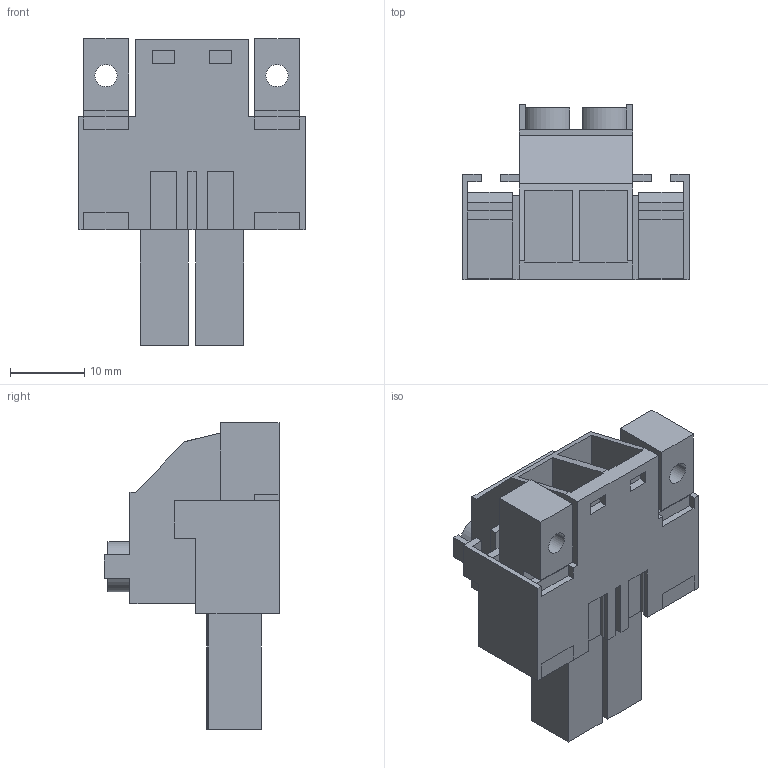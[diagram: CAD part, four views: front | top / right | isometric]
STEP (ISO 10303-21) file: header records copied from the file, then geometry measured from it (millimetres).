
FILE_DESCRIPTION(('CATIA V5 STEP Exchange','CAx-IF Rec.Pracs.--- Model Styling and Organization---1.4--- 2014-01-23'),'2;1');
FILE_NAME ('D1459314_1_1929630000_1929630000.stp','2023-05-02T08:48:15+00:00',('none'),('Weidmueller'),'CATIA Version 5-6 Release 2016 SP3 HF44','CATIA V5 STEP AP214','none');
FILE_SCHEMA(('AUTOMOTIVE_DESIGN { 1 0 10303 214 1 1 1 1 }'));
Length unit declared in the file: millimetre
Products named in the file (1): 1929630000
Bounding box: 30.48 x 23.6 x 41.2 mm (x, y, z)
Volume: 9553.7 mm3; surface area: 8974.6 mm2
Topology: 5 solids, 5 shells, 332 faces, 917 edges, 610 vertices
Faces by surface type: plane 298, cylinder 30, extrusion 4
Entity records: 10378 total; most frequent: CARTESIAN_POINT 2029, ORIENTED_EDGE 1834, DIRECTION 1427, EDGE_CURVE 917, VECTOR 853, LINE 849, VERTEX_POINT 610, EDGE_LOOP 367
